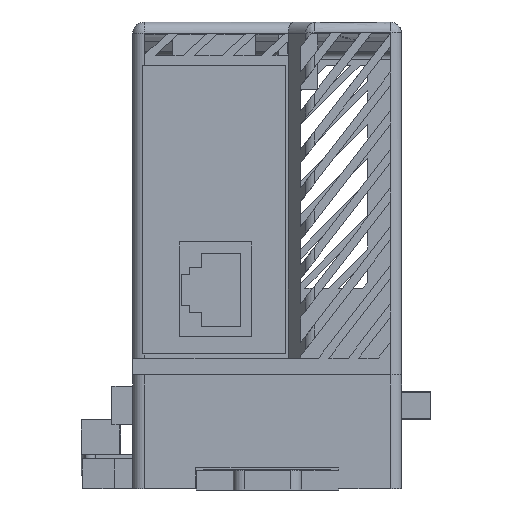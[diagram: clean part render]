
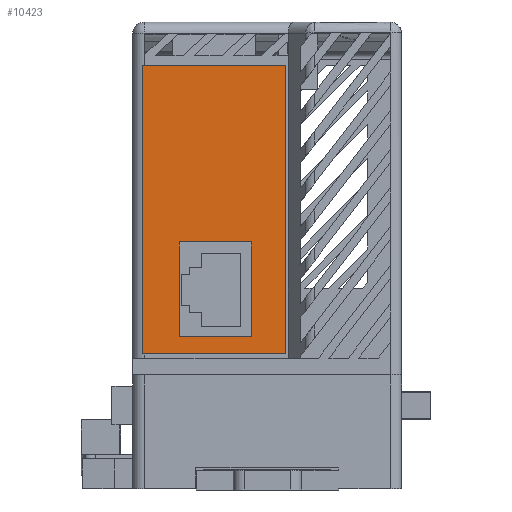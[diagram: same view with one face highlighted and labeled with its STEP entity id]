
A CAD part, front view. The second image highlights one B-rep face of the part: STEP entity #10423.
In plain terms, the highlighted planar face has unit normal (0, -1, 0).
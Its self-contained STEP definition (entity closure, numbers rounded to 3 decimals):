
#44 = VECTOR ( 'NONE', #42039, 1000. ) ;
#1291 = LINE ( 'NONE', #47833, #12351 ) ;
#2933 = VERTEX_POINT ( 'NONE', #18443 ) ;
#3436 = EDGE_LOOP ( 'NONE', ( #52251, #14047, #23685, #43592 ) ) ;
#3798 = VERTEX_POINT ( 'NONE', #35416 ) ;
#3964 = ORIENTED_EDGE ( 'NONE', *, *, #17422, .F. ) ;
#5306 = VERTEX_POINT ( 'NONE', #14658 ) ;
#5927 = LINE ( 'NONE', #20895, #36535 ) ;
#7311 = CARTESIAN_POINT ( 'NONE',  ( 27.25, 5.25, 3.75 ) ) ;
#7751 = PLANE ( 'NONE',  #19081 ) ;
#7824 = CARTESIAN_POINT ( 'NONE',  ( 1.75, 5.25, 3.75 ) ) ;
#7834 = LINE ( 'NONE', #30619, #29889 ) ;
#7934 = CARTESIAN_POINT ( 'NONE',  ( 1.75, 5.25, 55.25 ) ) ;
#10423 = ADVANCED_FACE ( 'NONE', ( #52482, #19259 ), #7751, .F. ) ;
#11111 = LINE ( 'NONE', #17068, #44 ) ;
#12087 = DIRECTION ( 'NONE',  ( 0., 0., 1. ) ) ;
#12212 = ORIENTED_EDGE ( 'NONE', *, *, #17273, .F. ) ;
#12343 = VERTEX_POINT ( 'NONE', #17803 ) ;
#12351 = VECTOR ( 'NONE', #18676, 1000. ) ;
#13452 = ORIENTED_EDGE ( 'NONE', *, *, #17348, .F. ) ;
#14047 = ORIENTED_EDGE ( 'NONE', *, *, #17204, .T. ) ;
#14658 = CARTESIAN_POINT ( 'NONE',  ( 21.187, 5.25, 6.85 ) ) ;
#14937 = LINE ( 'NONE', #7824, #37101 ) ;
#15065 = VERTEX_POINT ( 'NONE', #38392 ) ;
#16682 = CARTESIAN_POINT ( 'NONE',  ( 8.25, 5.25, 23.75 ) ) ;
#16777 = EDGE_CURVE ( 'NONE', #15065, #42016, #5927, .T. ) ;
#17024 = EDGE_CURVE ( 'NONE', #34845, #15065, #48931, .T. ) ;
#17068 = CARTESIAN_POINT ( 'NONE',  ( 8.25, 5.25, 6.85 ) ) ;
#17127 = EDGE_CURVE ( 'NONE', #12343, #34845, #43659, .T. ) ;
#17204 = EDGE_CURVE ( 'NONE', #42016, #12343, #14937, .T. ) ;
#17273 = EDGE_CURVE ( 'NONE', #5306, #2933, #17629, .T. ) ;
#17348 = EDGE_CURVE ( 'NONE', #3798, #5306, #11111, .T. ) ;
#17422 = EDGE_CURVE ( 'NONE', #36073, #3798, #7834, .T. ) ;
#17500 = EDGE_CURVE ( 'NONE', #2933, #36073, #1291, .T. ) ;
#17629 = LINE ( 'NONE', #28838, #27343 ) ;
#17803 = CARTESIAN_POINT ( 'NONE',  ( 27.25, 5.25, 3.75 ) ) ;
#18443 = CARTESIAN_POINT ( 'NONE',  ( 21.187, 5.25, 23.75 ) ) ;
#18676 = DIRECTION ( 'NONE',  ( -1., 0., 0. ) ) ;
#19081 = AXIS2_PLACEMENT_3D ( 'NONE', #7934, #37034, #12087 ) ;
#19259 = FACE_OUTER_BOUND ( 'NONE', #3436, .T. ) ;
#19816 = DIRECTION ( 'NONE',  ( 0., 0., 1. ) ) ;
#20895 = CARTESIAN_POINT ( 'NONE',  ( 1.75, 5.25, 3.75 ) ) ;
#23685 = ORIENTED_EDGE ( 'NONE', *, *, #17127, .T. ) ;
#25439 = DIRECTION ( 'NONE',  ( 0., 0., -1. ) ) ;
#27343 = VECTOR ( 'NONE', #29005, 1000. ) ;
#27420 = CARTESIAN_POINT ( 'NONE',  ( 1.75, 5.25, 55.25 ) ) ;
#28838 = CARTESIAN_POINT ( 'NONE',  ( 21.187, 5.25, 23.75 ) ) ;
#29005 = DIRECTION ( 'NONE',  ( 0., 0., 1. ) ) ;
#29889 = VECTOR ( 'NONE', #42395, 1000. ) ;
#30619 = CARTESIAN_POINT ( 'NONE',  ( 8.25, 5.25, 23.75 ) ) ;
#32679 = DIRECTION ( 'NONE',  ( 1., 0., 0. ) ) ;
#34845 = VERTEX_POINT ( 'NONE', #41305 ) ;
#35416 = CARTESIAN_POINT ( 'NONE',  ( 8.25, 5.25, 6.85 ) ) ;
#36073 = VERTEX_POINT ( 'NONE', #16682 ) ;
#36453 = ORIENTED_EDGE ( 'NONE', *, *, #17500, .F. ) ;
#36535 = VECTOR ( 'NONE', #25439, 1000. ) ;
#37034 = DIRECTION ( 'NONE',  ( 0., 1., 0. ) ) ;
#37101 = VECTOR ( 'NONE', #32679, 1000. ) ;
#37795 = VECTOR ( 'NONE', #40076, 1000. ) ;
#38392 = CARTESIAN_POINT ( 'NONE',  ( 1.75, 5.25, 55.25 ) ) ;
#40076 = DIRECTION ( 'NONE',  ( -1., 0., 0. ) ) ;
#41305 = CARTESIAN_POINT ( 'NONE',  ( 27.25, 5.25, 55.25 ) ) ;
#42016 = VERTEX_POINT ( 'NONE', #44793 ) ;
#42039 = DIRECTION ( 'NONE',  ( 1., 0., 0. ) ) ;
#42395 = DIRECTION ( 'NONE',  ( 0., 0., -1. ) ) ;
#43592 = ORIENTED_EDGE ( 'NONE', *, *, #17024, .T. ) ;
#43659 = LINE ( 'NONE', #7311, #53408 ) ;
#44793 = CARTESIAN_POINT ( 'NONE',  ( 1.75, 5.25, 3.75 ) ) ;
#45899 = EDGE_LOOP ( 'NONE', ( #12212, #13452, #3964, #36453 ) ) ;
#47833 = CARTESIAN_POINT ( 'NONE',  ( 8.25, 5.25, 23.75 ) ) ;
#48931 = LINE ( 'NONE', #27420, #37795 ) ;
#52251 = ORIENTED_EDGE ( 'NONE', *, *, #16777, .T. ) ;
#52482 = FACE_BOUND ( 'NONE', #45899, .T. ) ;
#53408 = VECTOR ( 'NONE', #19816, 1000. ) ;
